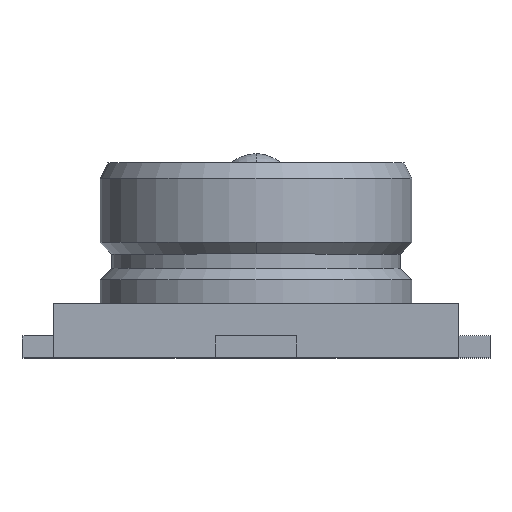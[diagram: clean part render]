
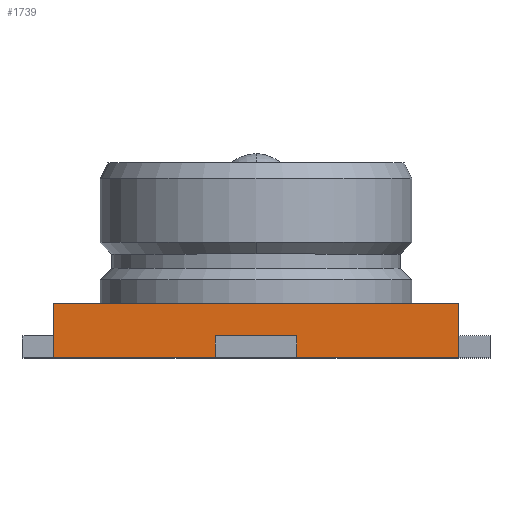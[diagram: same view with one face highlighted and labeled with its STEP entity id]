
A CAD part, top view. The second image highlights one B-rep face of the part: STEP entity #1739.
In plain terms, the highlighted planar face has unit normal (0, 0, 1).
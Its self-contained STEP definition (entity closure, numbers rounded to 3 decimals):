
#99 = VERTEX_POINT ( 'NONE', #100 ) ;
#100 = CARTESIAN_POINT ( 'NONE',  ( 0.26, 0.14, 1.3 ) ) ;
#141 = DIRECTION ( 'NONE',  ( 0., -1., 0. ) ) ;
#157 = VERTEX_POINT ( 'NONE', #601 ) ;
#167 = CARTESIAN_POINT ( 'NONE',  ( -1.3, 0.35, 1.3 ) ) ;
#175 = VECTOR ( 'NONE', #141, 1000. ) ;
#265 = CARTESIAN_POINT ( 'NONE',  ( 1.3, 0., 1.3 ) ) ;
#307 = CARTESIAN_POINT ( 'NONE',  ( -1.3, 0., 1.3 ) ) ;
#323 = LINE ( 'NONE', #167, #1906 ) ;
#367 = LINE ( 'NONE', #973, #1459 ) ;
#384 = DIRECTION ( 'NONE',  ( 0., -1., 0. ) ) ;
#401 = CARTESIAN_POINT ( 'NONE',  ( -1.3, 0.35, 1.3 ) ) ;
#495 = EDGE_CURVE ( 'NONE', #157, #2608, #367, .T. ) ;
#559 = DIRECTION ( 'NONE',  ( 0., 1., 0. ) ) ;
#593 = VECTOR ( 'NONE', #1948, 1000. ) ;
#601 = CARTESIAN_POINT ( 'NONE',  ( 1.3, 0.35, 1.3 ) ) ;
#636 = LINE ( 'NONE', #831, #175 ) ;
#680 = CARTESIAN_POINT ( 'NONE',  ( 0.26, 0., 1.3 ) ) ;
#707 = ORIENTED_EDGE ( 'NONE', *, *, #495, .F. ) ;
#767 = VECTOR ( 'NONE', #559, 1000. ) ;
#831 = CARTESIAN_POINT ( 'NONE',  ( 0.26, 0.35, 1.3 ) ) ;
#925 = VERTEX_POINT ( 'NONE', #1335 ) ;
#947 = ORIENTED_EDGE ( 'NONE', *, *, #2327, .F. ) ;
#973 = CARTESIAN_POINT ( 'NONE',  ( 1.3, 0.35, 1.3 ) ) ;
#1011 = FACE_OUTER_BOUND ( 'NONE', #2261, .T. ) ;
#1017 = VECTOR ( 'NONE', #2264, 1000. ) ;
#1034 = DIRECTION ( 'NONE',  ( 0., 0., -1. ) ) ;
#1278 = EDGE_CURVE ( 'NONE', #2834, #2189, #2783, .T. ) ;
#1335 = CARTESIAN_POINT ( 'NONE',  ( -0.26, 0.14, 1.3 ) ) ;
#1459 = VECTOR ( 'NONE', #1858, 1000. ) ;
#1483 = CARTESIAN_POINT ( 'NONE',  ( -1.3, 0.14, 1.3 ) ) ;
#1486 = PLANE ( 'NONE',  #1915 ) ;
#1533 = EDGE_CURVE ( 'NONE', #1786, #157, #323, .T. ) ;
#1619 = EDGE_CURVE ( 'NONE', #1786, #2834, #2079, .T. ) ;
#1714 = EDGE_CURVE ( 'NONE', #99, #2427, #636, .T. ) ;
#1739 = ADVANCED_FACE ( 'NONE', ( #1011 ), #1486, .F. ) ;
#1751 = ORIENTED_EDGE ( 'NONE', *, *, #1714, .T. ) ;
#1786 = VERTEX_POINT ( 'NONE', #2641 ) ;
#1858 = DIRECTION ( 'NONE',  ( 0., -1., 0. ) ) ;
#1859 = LINE ( 'NONE', #1483, #593 ) ;
#1897 = LINE ( 'NONE', #2530, #2526 ) ;
#1906 = VECTOR ( 'NONE', #2119, 1000. ) ;
#1915 = AXIS2_PLACEMENT_3D ( 'NONE', #401, #1034, #2577 ) ;
#1934 = LINE ( 'NONE', #2760, #767 ) ;
#1936 = ORIENTED_EDGE ( 'NONE', *, *, #2122, .T. ) ;
#1948 = DIRECTION ( 'NONE',  ( -1., 0., 0. ) ) ;
#2016 = VECTOR ( 'NONE', #384, 1000. ) ;
#2079 = LINE ( 'NONE', #2581, #2016 ) ;
#2119 = DIRECTION ( 'NONE',  ( 1., 0., 0. ) ) ;
#2122 = EDGE_CURVE ( 'NONE', #2427, #2608, #1897, .T. ) ;
#2128 = EDGE_CURVE ( 'NONE', #2189, #925, #1934, .T. ) ;
#2148 = ORIENTED_EDGE ( 'NONE', *, *, #1278, .T. ) ;
#2189 = VERTEX_POINT ( 'NONE', #2552 ) ;
#2261 = EDGE_LOOP ( 'NONE', ( #2148, #2714, #947, #1751, #1936, #707, #2715, #2485 ) ) ;
#2264 = DIRECTION ( 'NONE',  ( 1., 0., 0. ) ) ;
#2327 = EDGE_CURVE ( 'NONE', #99, #925, #1859, .T. ) ;
#2427 = VERTEX_POINT ( 'NONE', #680 ) ;
#2485 = ORIENTED_EDGE ( 'NONE', *, *, #1619, .T. ) ;
#2526 = VECTOR ( 'NONE', #2539, 1000. ) ;
#2530 = CARTESIAN_POINT ( 'NONE',  ( -1.3, 0., 1.3 ) ) ;
#2539 = DIRECTION ( 'NONE',  ( 1., 0., 0. ) ) ;
#2552 = CARTESIAN_POINT ( 'NONE',  ( -0.26, 0., 1.3 ) ) ;
#2577 = DIRECTION ( 'NONE',  ( -1., 0., 0. ) ) ;
#2581 = CARTESIAN_POINT ( 'NONE',  ( -1.3, 0.35, 1.3 ) ) ;
#2608 = VERTEX_POINT ( 'NONE', #265 ) ;
#2631 = CARTESIAN_POINT ( 'NONE',  ( -1.3, 0., 1.3 ) ) ;
#2641 = CARTESIAN_POINT ( 'NONE',  ( -1.3, 0.35, 1.3 ) ) ;
#2714 = ORIENTED_EDGE ( 'NONE', *, *, #2128, .T. ) ;
#2715 = ORIENTED_EDGE ( 'NONE', *, *, #1533, .F. ) ;
#2760 = CARTESIAN_POINT ( 'NONE',  ( -0.26, 0.35, 1.3 ) ) ;
#2783 = LINE ( 'NONE', #307, #1017 ) ;
#2834 = VERTEX_POINT ( 'NONE', #2631 ) ;
